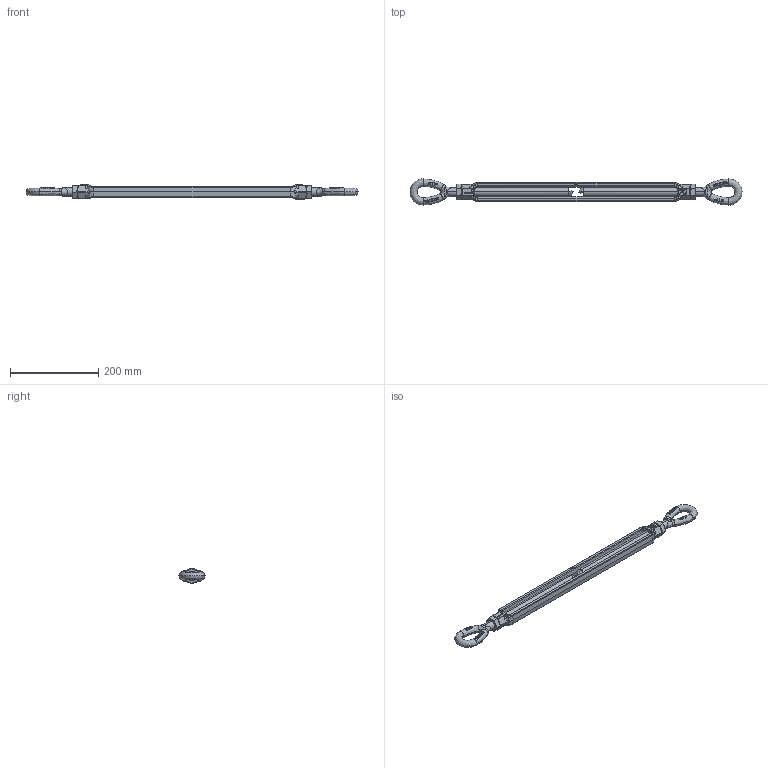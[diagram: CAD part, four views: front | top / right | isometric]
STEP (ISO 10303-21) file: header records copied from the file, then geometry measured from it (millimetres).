
FILE_DESCRIPTION(('STEP AP214'),'1');
FILE_NAME('ssgpoo1918.stp','2017-03-31T06:44:11',('TraceParts'),('TraceParts S.A.'),'Spatial InterOp 3D',' ',' ');
FILE_SCHEMA(('automotive_design'));
Length unit declared in the file: millimetre
Products named in the file (8): ssgpoo1918_1; ssgpoo1918_2; ssgpoo1918_3; ssgpoo1918_4; ssgpoo1918_5; ssgpoo1918_6; ssgpoo1918_7; ssgpoo1918_8
Bounding box: 750.92 x 59 x 32 mm (x, y, z)
Volume: 487802.6 mm3; surface area: 129522.8 mm2
Topology: 8 solids, 8 shells, 687 faces, 1778 edges, 1130 vertices
Faces by surface type: plane 263, bspline 258, cylinder 114, cone 52
Entity records: 40068 total; most frequent: CARTESIAN_POINT 20213, ORIENTED_EDGE 3562, DIRECTION 2012, EDGE_CURVE 1781, VERTEX_POINT 1133, B_SPLINE_CURVE_WITH_KNOTS 836, EDGE_LOOP 722, STYLED_ITEM 695
